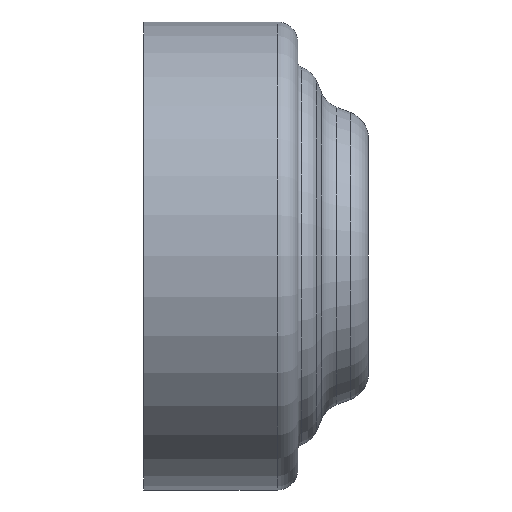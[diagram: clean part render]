
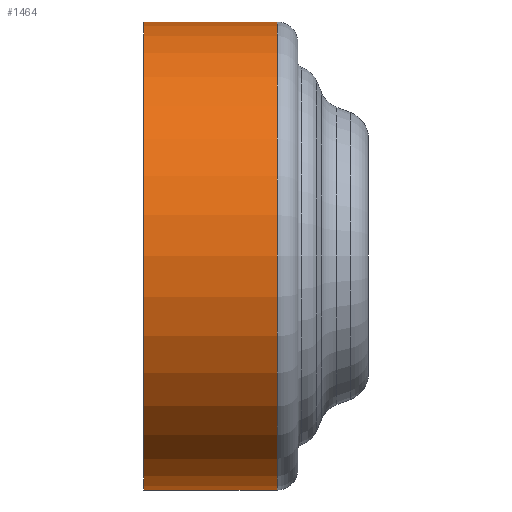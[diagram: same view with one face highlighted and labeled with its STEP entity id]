
A CAD part, front view. The second image highlights one B-rep face of the part: STEP entity #1464.
In plain terms, the highlighted cylindrical face has radius 23.2 mm (diameter 46.4 mm), a partial arc.
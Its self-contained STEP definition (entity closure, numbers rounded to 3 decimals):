
#126 = CARTESIAN_POINT ( 'NONE',  ( -1.25, 0., 0. ) ) ;
#245 = CARTESIAN_POINT ( 'NONE',  ( -14.5, 0., 0. ) ) ;
#246 = ORIENTED_EDGE ( 'NONE', *, *, #1760, .T. ) ;
#374 = DIRECTION ( 'NONE',  ( -1., 0., 0. ) ) ;
#429 = AXIS2_PLACEMENT_3D ( 'NONE', #126, #374, #653 ) ;
#495 = ORIENTED_EDGE ( 'NONE', *, *, #1658, .T. ) ;
#511 = VERTEX_POINT ( 'NONE', #2088 ) ;
#533 = VECTOR ( 'NONE', #2653, 1000. ) ;
#653 = DIRECTION ( 'NONE',  ( 0., 0., 1. ) ) ;
#845 = DIRECTION ( 'NONE',  ( -1., 0., 0. ) ) ;
#879 = DIRECTION ( 'NONE',  ( 0., 0., 1. ) ) ;
#909 = LINE ( 'NONE', #2382, #533 ) ;
#1001 = AXIS2_PLACEMENT_3D ( 'NONE', #1643, #2184, #879 ) ;
#1014 = CIRCLE ( 'NONE', #429, 23.2 ) ;
#1237 = DIRECTION ( 'NONE',  ( -1., 0., 0. ) ) ;
#1324 = VERTEX_POINT ( 'NONE', #1327 ) ;
#1327 = CARTESIAN_POINT ( 'NONE',  ( -14.5, 0., -23.2 ) ) ;
#1329 = VERTEX_POINT ( 'NONE', #2118 ) ;
#1431 = VECTOR ( 'NONE', #845, 1000. ) ;
#1464 = ADVANCED_FACE ( 'NONE', ( #2385 ), #2920, .T. ) ;
#1509 = ORIENTED_EDGE ( 'NONE', *, *, #1842, .F. ) ;
#1542 = EDGE_LOOP ( 'NONE', ( #1509, #246, #495, #3008 ) ) ;
#1643 = CARTESIAN_POINT ( 'NONE',  ( -28.972, 0., 0. ) ) ;
#1658 = EDGE_CURVE ( 'NONE', #1329, #2825, #2069, .T. ) ;
#1760 = EDGE_CURVE ( 'NONE', #511, #1329, #1014, .T. ) ;
#1842 = EDGE_CURVE ( 'NONE', #511, #1324, #909, .T. ) ;
#2021 = DIRECTION ( 'NONE',  ( 0., 0., 1. ) ) ;
#2069 = LINE ( 'NONE', #2836, #1431 ) ;
#2088 = CARTESIAN_POINT ( 'NONE',  ( -1.25, 0., -23.2 ) ) ;
#2118 = CARTESIAN_POINT ( 'NONE',  ( -1.25, 0., 23.2 ) ) ;
#2184 = DIRECTION ( 'NONE',  ( -1., 0., 0. ) ) ;
#2355 = AXIS2_PLACEMENT_3D ( 'NONE', #245, #1237, #2021 ) ;
#2382 = CARTESIAN_POINT ( 'NONE',  ( -28.972, 0., -23.2 ) ) ;
#2385 = FACE_OUTER_BOUND ( 'NONE', #1542, .T. ) ;
#2653 = DIRECTION ( 'NONE',  ( -1., 0., 0. ) ) ;
#2718 = CIRCLE ( 'NONE', #2355, 23.2 ) ;
#2825 = VERTEX_POINT ( 'NONE', #2902 ) ;
#2836 = CARTESIAN_POINT ( 'NONE',  ( -28.972, 0., 23.2 ) ) ;
#2902 = CARTESIAN_POINT ( 'NONE',  ( -14.5, 0., 23.2 ) ) ;
#2920 = CYLINDRICAL_SURFACE ( 'NONE', #1001, 23.2 ) ;
#3008 = ORIENTED_EDGE ( 'NONE', *, *, #3050, .F. ) ;
#3050 = EDGE_CURVE ( 'NONE', #1324, #2825, #2718, .T. ) ;
